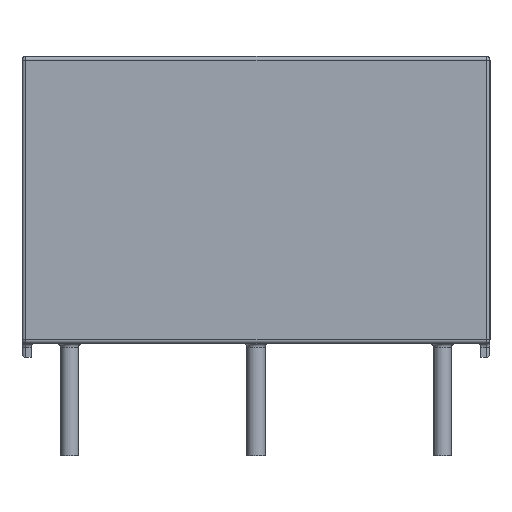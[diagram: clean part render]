
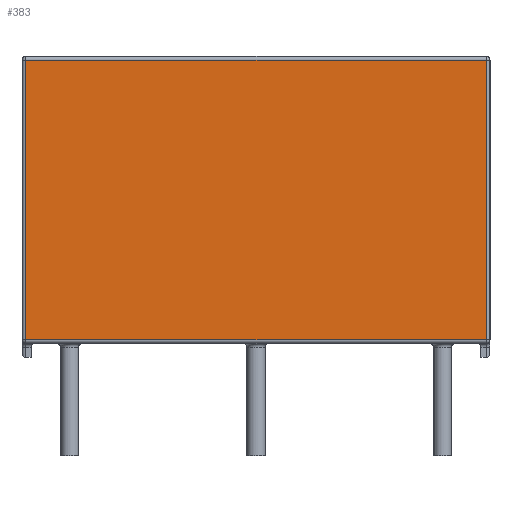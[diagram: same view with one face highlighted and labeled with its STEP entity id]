
A CAD part, left-side view. The second image highlights one B-rep face of the part: STEP entity #383.
In plain terms, the highlighted planar face has unit normal (-1, 0, 0).
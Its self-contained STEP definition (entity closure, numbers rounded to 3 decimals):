
#383 = ADVANCED_FACE( '', ( #888 ), #889, .F. );
#888 = FACE_OUTER_BOUND( '', #3637, .T. );
#889 = PLANE( '', #3638 );
#3637 = EDGE_LOOP( '', ( #12065, #12066, #12067, #12068 ) );
#3638 = AXIS2_PLACEMENT_3D( '', #12069, #12070, #12071 );
#12065 = ORIENTED_EDGE( '', *, *, #13519, .T. );
#12066 = ORIENTED_EDGE( '', *, *, #13520, .T. );
#12067 = ORIENTED_EDGE( '', *, *, #13521, .T. );
#12068 = ORIENTED_EDGE( '', *, *, #13522, .T. );
#12069 = CARTESIAN_POINT( '', ( -25.45, 12.75, 15.65 ) );
#12070 = DIRECTION( '', ( 1., 0., 0. ) );
#12071 = DIRECTION( '', ( 0., 1., 0. ) );
#13519 = EDGE_CURVE( '', #14393, #14205, #14394, .T. );
#13520 = EDGE_CURVE( '', #14205, #14284, #14395, .F. );
#13521 = EDGE_CURVE( '', #14284, #14396, #14397, .F. );
#13522 = EDGE_CURVE( '', #14396, #14393, #14398, .T. );
#14205 = VERTEX_POINT( '', #15686 );
#14284 = VERTEX_POINT( '', #16112 );
#14393 = VERTEX_POINT( '', #16782 );
#14394 = LINE( '', #16783, #16784 );
#14395 = LINE( '', #16785, #16786 );
#14396 = VERTEX_POINT( '', #16787 );
#14397 = LINE( '', #16788, #16789 );
#14398 = LINE( '', #16790, #16791 );
#15686 = CARTESIAN_POINT( '', ( -25.45, -12.55, 0.2 ) );
#16112 = CARTESIAN_POINT( '', ( -25.45, -12.55, 15.45 ) );
#16782 = CARTESIAN_POINT( '', ( -25.45, 12.55, 0.2 ) );
#16783 = CARTESIAN_POINT( '', ( -25.45, 12.75, 0.2 ) );
#16784 = VECTOR( '', #18568, 1000. );
#16785 = CARTESIAN_POINT( '', ( -25.45, -12.55, 15.65 ) );
#16786 = VECTOR( '', #18569, 1000. );
#16787 = CARTESIAN_POINT( '', ( -25.45, 12.55, 15.45 ) );
#16788 = CARTESIAN_POINT( '', ( -25.45, 12.75, 15.45 ) );
#16789 = VECTOR( '', #18570, 1000. );
#16790 = CARTESIAN_POINT( '', ( -25.45, 12.55, 15.65 ) );
#16791 = VECTOR( '', #18571, 1000. );
#18568 = DIRECTION( '', ( 0., -1., 0. ) );
#18569 = DIRECTION( '', ( 0., 0., -1. ) );
#18570 = DIRECTION( '', ( 0., -1., 0. ) );
#18571 = DIRECTION( '', ( 0., 0., -1. ) );
